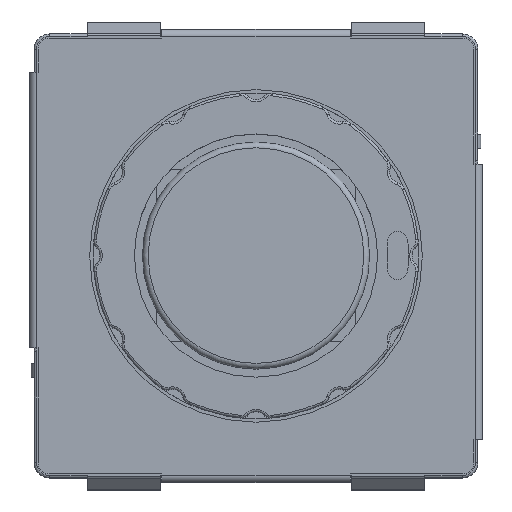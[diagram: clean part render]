
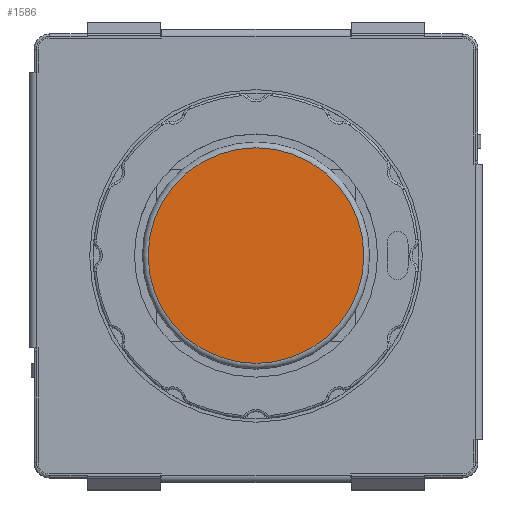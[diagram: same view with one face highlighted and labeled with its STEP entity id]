
A CAD part, top view. The second image highlights one B-rep face of the part: STEP entity #1586.
In plain terms, the highlighted planar face has unit normal (0, 0, 1).
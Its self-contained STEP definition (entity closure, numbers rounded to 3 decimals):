
#1586 = ADVANCED_FACE( '', ( #3330 ), #3331, .F. );
#3330 = FACE_OUTER_BOUND( '', #5512, .T. );
#3331 = PLANE( '', #5513 );
#5512 = EDGE_LOOP( '', ( #9401 ) );
#5513 = AXIS2_PLACEMENT_3D( '', #9402, #9403, #9404 );
#9401 = ORIENTED_EDGE( '', *, *, #13313, .T. );
#9402 = CARTESIAN_POINT( '', ( 0., 0., 13.55 ) );
#9403 = DIRECTION( '', ( 0., 0., -1. ) );
#9404 = DIRECTION( '', ( -1., 0., 0. ) );
#13313 = EDGE_CURVE( '', #16235, #16235, #16236, .F. );
#16235 = VERTEX_POINT( '', #20190 );
#16236 = CIRCLE( '', #20191, 4.7 );
#20190 = CARTESIAN_POINT( '', ( -4.7, 0., 13.55 ) );
#20191 = AXIS2_PLACEMENT_3D( '', #23933, #23934, #23935 );
#23933 = CARTESIAN_POINT( '', ( 0., 0., 13.55 ) );
#23934 = DIRECTION( '', ( 0., 0., -1. ) );
#23935 = DIRECTION( '', ( -1., 0., 0. ) );
